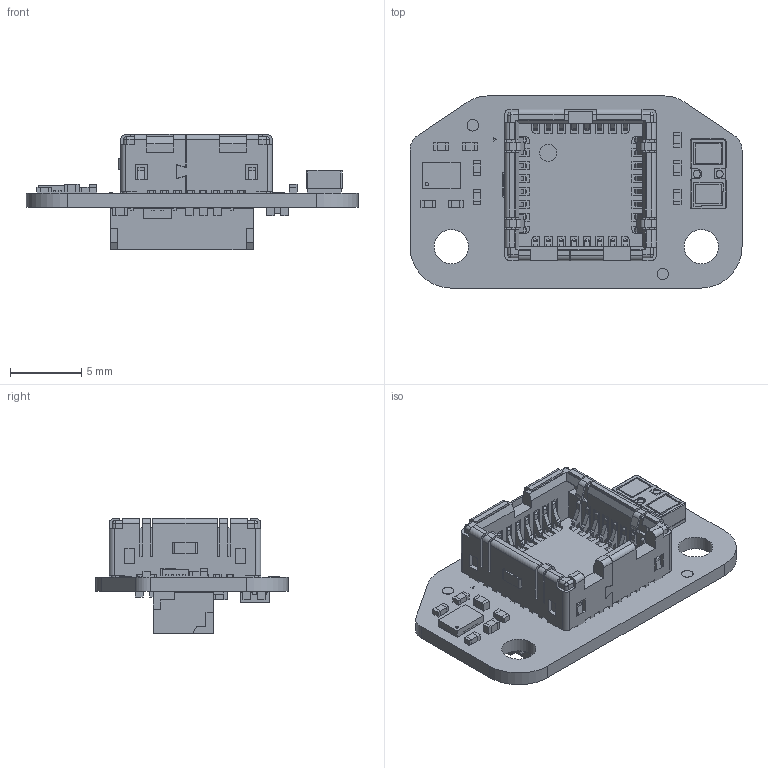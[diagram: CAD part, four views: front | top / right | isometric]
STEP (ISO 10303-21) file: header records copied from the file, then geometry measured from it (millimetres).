
FILE_DESCRIPTION(('Open CASCADE Model'),'2;1');
FILE_NAME('Open CASCADE Shape Model','2024-09-03T16:08:32',('Author'),( 'Open CASCADE'),'Open CASCADE STEP processor 7.5','Open CASCADE 7.5' ,'Unknown');
FILE_SCHEMA(('AUTOMOTIVE_DESIGN { 1 0 10303 214 1 1 1 1 }'));
Length unit declared in the file: millimetre
Products named in the file (82): PCB; Board; Open CASCADE STEP translator 7.5 1.1.1; U3; 6404055648; Open CASCADE STEP translator 6.8 19.1; Body; Open CASCADE STEP translator 6.8 19.2.1; Pin_Shape; Open CASCADE STEP translator 6.8 19.3.1; TP8; 6726980672; Cylinder; TP7; TP6; R7; 6726984592; Extruded; 6726984432; R6; R5; R4; 6726982592; 6726982432; C12; 6726983552; 6726983392; 6726983232; C11; 6726983072; 6726982912; 6726982752; X1; MOLEX_105028-1001; Open CASCADE STEP translator 7.5 1.12.1.1; Open CASCADE STEP translator 7.5 1.12.1.2; TP4; TP3; C7; U1 ...
Assembly tree (151 placements, depth 5):
  PCB
    Board
      Open CASCADE STEP translator 7.5 1.1.1
    U3
      6404055648
        Open CASCADE STEP translator 6.8 19.1
        Body
          Open CASCADE STEP translator 6.8 19.2.1
        Pin_Shape  x16
          Open CASCADE STEP translator 6.8 19.3.1
    TP8
      6726980672
        Cylinder
    TP7
      6726980672
        Cylinder
    TP6
      6726980672
        Cylinder
    R7
      6726984592  x2
        Extruded
      6726984432
        Extruded
    R6
      6726984592  x2
        Extruded
      6726984432
        Extruded
    R5
      6726984592  x2
        Extruded
      6726984432
        Extruded
    R4
      6726982592  x2
        Extruded
      6726982432
        Extruded
    C12
      6726983552
        Extruded
      6726983392
        Extruded
      6726983232
        Extruded
    C11
      6726983072
        Extruded
      6726982912
        Extruded
      6726982752
        Extruded
    X1
      MOLEX_105028-1001
        Open CASCADE STEP translator 7.5 1.12.1.1
        Open CASCADE STEP translator 7.5 1.12.1.2
    TP4
      6726980672
        Cylinder
Bounding box: 23.23 x 13.45 x 8.05 mm (x, y, z)
Volume: 529.5 mm3; surface area: 1773.6 mm2
Topology: 115 solids, 116 shells, 2237 faces, 6166 edges, 4399 vertices
Faces by surface type: plane 1900, cylinder 330, bspline 7
Full cylindrical faces by diameter (mm): 0.231 x1, 0.75 x7, 0.8 x4, 2.4 x2
Entity records: 61411 total; most frequent: CARTESIAN_POINT 11986, ORIENTED_EDGE 9769, DIRECTION 9074, EDGE_CURVE 4885, LINE 4508, VECTOR 4508, VERTEX_POINT 3221, AXIS2_PLACEMENT_3D 2283
